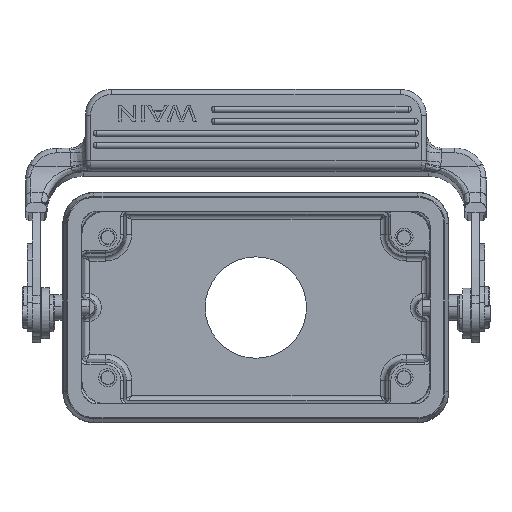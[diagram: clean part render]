
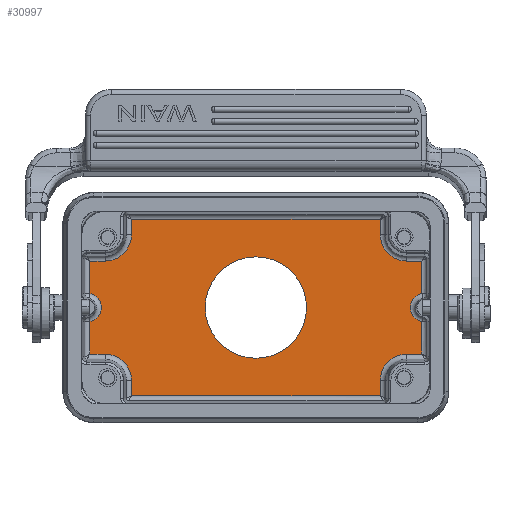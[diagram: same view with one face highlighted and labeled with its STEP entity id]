
A CAD part, front view. The second image highlights one B-rep face of the part: STEP entity #30997.
In plain terms, the highlighted planar face has unit normal (0, -1, 0).
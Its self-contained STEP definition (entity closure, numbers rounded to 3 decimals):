
#7505=CARTESIAN_POINT('',(23.947,19.35,16.947));
#7507=DIRECTION('',(0.,0.,1.));
#7508=VECTOR('',#7507,2.947);
#7509=CARTESIAN_POINT('',(23.946,19.35,14.));
#7510=LINE('',#7509,#7508);
#7549=CARTESIAN_POINT('',(31.947,19.35,8.947));
#7551=DIRECTION('',(-1.,0.,0.));
#7552=VECTOR('',#7551,2.947);
#7553=CARTESIAN_POINT('',(31.947,19.35,8.947));
#7554=LINE('',#7553,#7552);
#7687=CARTESIAN_POINT('',(31.947,19.35,-8.947));
#7689=DIRECTION('',(0.,0.,1.));
#7690=VECTOR('',#7689,6.23);
#7691=CARTESIAN_POINT('',(31.947,19.35,-8.947));
#7692=LINE('',#7691,#7690);
#8105=CARTESIAN_POINT('',(-31.947,19.35,8.947));
#8107=DIRECTION('',(0.,0.,-1.));
#8108=VECTOR('',#8107,6.23);
#8109=CARTESIAN_POINT('',(-31.947,19.35,8.947));
#8110=LINE('',#8109,#8108);
#8201=DIRECTION('',(-1.,0.,0.));
#8202=VECTOR('',#8201,47.893);
#8203=CARTESIAN_POINT('',(23.947,19.35,16.947));
#8204=LINE('',#8203,#8202);
#8218=CARTESIAN_POINT('',(29.,19.35,-14.));
#8219=DIRECTION('',(0.,-1.,0.));
#8220=DIRECTION('',(0.,0.,1.));
#8221=AXIS2_PLACEMENT_3D('',#8218,#8219,#8220);
#8223=CARTESIAN_POINT('',(-29.,19.35,-14.));
#8224=DIRECTION('',(0.,-1.,0.));
#8225=DIRECTION('',(1.,0.,0.));
#8226=AXIS2_PLACEMENT_3D('',#8223,#8224,#8225);
#8228=CARTESIAN_POINT('',(-32.5,19.35,0.));
#8229=DIRECTION('',(0.,-1.,0.));
#8230=DIRECTION('',(0.2,0.,-0.98));
#8231=AXIS2_PLACEMENT_3D('',#8228,#8229,#8230);
#8233=CARTESIAN_POINT('',(-29.,19.35,14.));
#8234=DIRECTION('',(0.,-1.,0.));
#8235=DIRECTION('',(0.,0.,-1.));
#8236=AXIS2_PLACEMENT_3D('',#8233,#8234,#8235);
#8238=CARTESIAN_POINT('',(29.,19.35,14.));
#8239=DIRECTION('',(0.,-1.,0.));
#8240=DIRECTION('',(-1.,0.,0.));
#8241=AXIS2_PLACEMENT_3D('',#8238,#8239,#8240);
#8243=CARTESIAN_POINT('',(32.5,19.35,0.));
#8244=DIRECTION('',(0.,-1.,0.));
#8245=DIRECTION('',(-0.2,0.,0.98));
#8246=AXIS2_PLACEMENT_3D('',#8243,#8244,#8245);
#8248=CARTESIAN_POINT('',(0.,19.35,0.));
#8249=DIRECTION('',(0.,1.,0.));
#8250=DIRECTION('',(-1.,0.,0.));
#8251=AXIS2_PLACEMENT_3D('',#8248,#8249,#8250);
#8253=CARTESIAN_POINT('',(0.,19.35,0.));
#8254=DIRECTION('',(0.,1.,0.));
#8255=DIRECTION('',(1.,0.,0.));
#8256=AXIS2_PLACEMENT_3D('',#8253,#8254,#8255);
#8258=DIRECTION('',(1.,0.,0.));
#8259=VECTOR('',#8258,2.947);
#8260=CARTESIAN_POINT('',(29.,19.35,-8.946));
#8261=LINE('',#8260,#8259);
#8312=DIRECTION('',(0.,0.,1.));
#8313=VECTOR('',#8312,2.947);
#8314=CARTESIAN_POINT('',(23.947,19.35,-16.947));
#8315=LINE('',#8314,#8313);
#8511=DIRECTION('',(1.,0.,0.));
#8512=VECTOR('',#8511,2.947);
#8513=CARTESIAN_POINT('',(-31.947,19.35,
-8.947));
#8514=LINE('',#8513,#8512);
#8530=DIRECTION('',(0.,0.,-1.));
#8531=VECTOR('',#8530,2.947);
#8532=CARTESIAN_POINT('',(-23.946,19.35,
-14.));
#8533=LINE('',#8532,#8531);
#8570=DIRECTION('',(1.,0.,0.));
#8571=VECTOR('',#8570,47.893);
#8572=CARTESIAN_POINT('',(-23.947,19.35,
-16.947));
#8573=LINE('',#8572,#8571);
#8838=DIRECTION('',(0.,0.,-1.));
#8839=VECTOR('',#8838,6.23);
#8840=CARTESIAN_POINT('',(-31.947,19.35,
-2.716));
#8841=LINE('',#8840,#8839);
#8942=DIRECTION('',(-1.,0.,0.));
#8943=VECTOR('',#8942,2.947);
#8944=CARTESIAN_POINT('',(-29.,19.35,8.946));
#8945=LINE('',#8944,#8943);
#8987=DIRECTION('',(0.,0.,-1.));
#8988=VECTOR('',#8987,2.947);
#8989=CARTESIAN_POINT('',(-23.947,19.35,16.947));
#8990=LINE('',#8989,#8988);
#9027=DIRECTION('',(0.,0.,1.));
#9028=VECTOR('',#9027,6.23);
#9029=CARTESIAN_POINT('',(31.947,19.35,2.716));
#9030=LINE('',#9029,#9028);
#17404=VERTEX_POINT('',#7505);
#17405=CARTESIAN_POINT('',(23.947,19.35,14.));
#17407=VERTEX_POINT('',#17405);
#17411=CARTESIAN_POINT('',(29.,19.35,8.947));
#17412=VERTEX_POINT('',#17411);
#17415=VERTEX_POINT('',#7549);
#17429=CARTESIAN_POINT('',(31.947,19.35,2.716));
#17430=VERTEX_POINT('',#17429);
#17433=CARTESIAN_POINT('',(31.947,19.35,-2.717));
#17434=VERTEX_POINT('',#17433);
#17441=VERTEX_POINT('',#7687);
#17555=CARTESIAN_POINT('',(-31.947,19.35,2.717));
#17556=VERTEX_POINT('',#17555);
#17557=VERTEX_POINT('',#8105);
#17572=CARTESIAN_POINT('',(-23.947,19.35,
16.947));
#17573=VERTEX_POINT('',#17572);
#17574=CARTESIAN_POINT('',(29.,19.35,
-8.946));
#17575=VERTEX_POINT('',#17574);
#17576=CARTESIAN_POINT('',(23.946,19.35,
-14.));
#17577=VERTEX_POINT('',#17576);
#17578=CARTESIAN_POINT('',(23.947,19.35,
-16.947));
#17579=VERTEX_POINT('',#17578);
#17580=CARTESIAN_POINT('',(-23.947,19.35,
-16.947));
#17581=VERTEX_POINT('',#17580);
#17582=CARTESIAN_POINT('',(-23.946,19.35,
-14.));
#17583=VERTEX_POINT('',#17582);
#17584=CARTESIAN_POINT('',(-29.,19.35,
-8.946));
#17585=VERTEX_POINT('',#17584);
#17586=CARTESIAN_POINT('',(-31.947,19.35,
-8.947));
#17587=VERTEX_POINT('',#17586);
#17588=CARTESIAN_POINT('',(-31.947,19.35,
-2.716));
#17589=VERTEX_POINT('',#17588);
#17590=CARTESIAN_POINT('',(-29.,19.35,
8.946));
#17591=VERTEX_POINT('',#17590);
#17592=CARTESIAN_POINT('',(-23.946,19.35,
13.999));
#17593=VERTEX_POINT('',#17592);
#19753=CARTESIAN_POINT('',(-9.75,19.35,0.));
#19754=CARTESIAN_POINT('',(9.75,19.35,0.));
#19755=VERTEX_POINT('',#19753);
#19756=VERTEX_POINT('',#19754);
#30951=CARTESIAN_POINT('',(0.,19.35,-21.5));
#30952=DIRECTION('',(0.,-1.,0.));
#30953=DIRECTION('',(0.,0.,-1.));
#30954=AXIS2_PLACEMENT_3D('',#30951,#30952,#30953);
#30955=PLANE('',#30954);
#30956=ORIENTED_EDGE('',*,*,#30009,.F.);
#30958=ORIENTED_EDGE('',*,*,#30957,.F.);
#30960=ORIENTED_EDGE('',*,*,#30959,.T.);
#30962=ORIENTED_EDGE('',*,*,#30961,.F.);
#30964=ORIENTED_EDGE('',*,*,#30963,.F.);
#30966=ORIENTED_EDGE('',*,*,#30965,.F.);
#30968=ORIENTED_EDGE('',*,*,#30967,.T.);
#30970=ORIENTED_EDGE('',*,*,#30969,.F.);
#30972=ORIENTED_EDGE('',*,*,#30971,.F.);
#30974=ORIENTED_EDGE('',*,*,#30973,.T.);
#30975=ORIENTED_EDGE('',*,*,#30680,.F.);
#30977=ORIENTED_EDGE('',*,*,#30976,.F.);
#30979=ORIENTED_EDGE('',*,*,#30978,.T.);
#30981=ORIENTED_EDGE('',*,*,#30980,.F.);
#30982=ORIENTED_EDGE('',*,*,#30943,.F.);
#30983=ORIENTED_EDGE('',*,*,#29588,.F.);
#30984=ORIENTED_EDGE('',*,*,#29605,.T.);
#30985=ORIENTED_EDGE('',*,*,#29648,.F.);
#30987=ORIENTED_EDGE('',*,*,#30986,.F.);
#30988=ORIENTED_EDGE('',*,*,#29910,.T.);
#30989=EDGE_LOOP('',(#30956,#30958,#30960,#30962,#30964,#30966,#30968,#30970,
#30972,#30974,#30975,#30977,#30979,#30981,#30982,#30983,#30984,#30985,#30987,
#30988));
#30990=FACE_OUTER_BOUND('',#30989,.F.);
#30992=ORIENTED_EDGE('',*,*,#30991,.F.);
#30994=ORIENTED_EDGE('',*,*,#30993,.F.);
#30995=EDGE_LOOP('',(#30992,#30994));
#30996=FACE_BOUND('',#30995,.F.);
#30997=ADVANCED_FACE('',(#30990,#30996),#30955,.T.);
#8222=CIRCLE('',#8221,5.054);
#8227=CIRCLE('',#8226,5.054);
#8232=CIRCLE('',#8231,2.772);
#8237=CIRCLE('',#8236,5.054);
#8242=CIRCLE('',#8241,5.054);
#8247=CIRCLE('',#8246,2.772);
#8252=CIRCLE('',#8251,9.75);
#8257=CIRCLE('',#8256,9.75);
#29588=EDGE_CURVE('',#17407,#17404,#7510,.T.);
#29605=EDGE_CURVE('',#17407,#17412,#8242,.T.);
#29648=EDGE_CURVE('',#17415,#17412,#7554,.T.);
#29910=EDGE_CURVE('',#17430,#17434,#8247,.T.);
#30009=EDGE_CURVE('',#17441,#17434,#7692,.T.);
#30680=EDGE_CURVE('',#17557,#17556,#8110,.T.);
#30943=EDGE_CURVE('',#17404,#17573,#8204,.T.);
#30957=EDGE_CURVE('',#17575,#17441,#8261,.T.);
#30959=EDGE_CURVE('',#17575,#17577,#8222,.T.);
#30961=EDGE_CURVE('',#17579,#17577,#8315,.T.);
#30963=EDGE_CURVE('',#17581,#17579,#8573,.T.);
#30965=EDGE_CURVE('',#17583,#17581,#8533,.T.);
#30967=EDGE_CURVE('',#17583,#17585,#8227,.T.);
#30969=EDGE_CURVE('',#17587,#17585,#8514,.T.);
#30971=EDGE_CURVE('',#17589,#17587,#8841,.T.);
#30973=EDGE_CURVE('',#17589,#17556,#8232,.T.);
#30976=EDGE_CURVE('',#17591,#17557,#8945,.T.);
#30978=EDGE_CURVE('',#17591,#17593,#8237,.T.);
#30980=EDGE_CURVE('',#17573,#17593,#8990,.T.);
#30986=EDGE_CURVE('',#17430,#17415,#9030,.T.);
#30991=EDGE_CURVE('',#19755,#19756,#8252,.T.);
#30993=EDGE_CURVE('',#19756,#19755,#8257,.T.);
